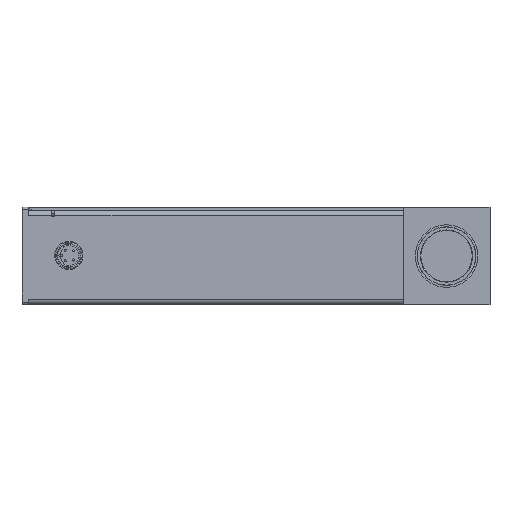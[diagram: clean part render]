
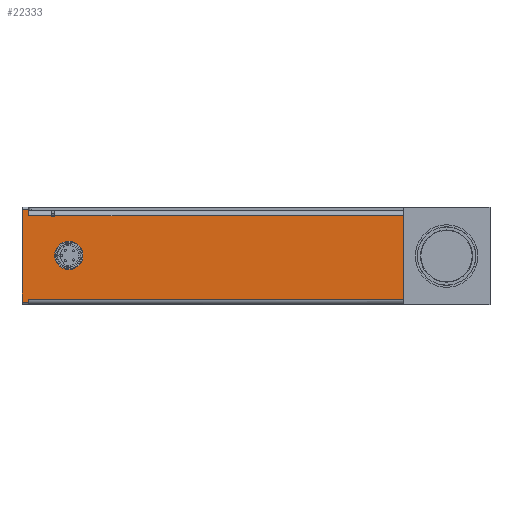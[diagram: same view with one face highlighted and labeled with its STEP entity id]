
A CAD part, left-side view. The second image highlights one B-rep face of the part: STEP entity #22333.
In plain terms, the highlighted planar face has unit normal (-1, 0, 0).
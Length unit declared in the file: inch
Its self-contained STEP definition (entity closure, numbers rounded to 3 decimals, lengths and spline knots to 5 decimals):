
#798 = ORIENTED_EDGE ( 'NONE', *, *, #43595, .T. ) ;
#829 = CARTESIAN_POINT ( 'NONE',  ( 0.495, 5.04, -0.1083 ) ) ;
#834 = VERTEX_POINT ( 'NONE', #45874 ) ;
#1003 = ORIENTED_EDGE ( 'NONE', *, *, #35110, .F. ) ;
#1029 = EDGE_CURVE ( 'NONE', #9107, #4754, #12636, .T. ) ;
#1609 = CARTESIAN_POINT ( 'NONE',  ( 0.495, 5.04, -0.0983 ) ) ;
#1632 = DIRECTION ( 'NONE',  ( 0., 1., 0. ) ) ;
#2098 = DIRECTION ( 'NONE',  ( 0., -1., 0. ) ) ;
#2788 = ORIENTED_EDGE ( 'NONE', *, *, #21341, .T. ) ;
#4010 = CARTESIAN_POINT ( 'NONE',  ( 0.495, 0.99, -1.1183 ) ) ;
#4754 = VERTEX_POINT ( 'NONE', #26842 ) ;
#4782 = DIRECTION ( 'NONE',  ( 0., 0., 1. ) ) ;
#5700 = LINE ( 'NONE', #19993, #35535 ) ;
#5945 = VERTEX_POINT ( 'NONE', #42477 ) ;
#6198 = ORIENTED_EDGE ( 'NONE', *, *, #19689, .T. ) ;
#8252 = LINE ( 'NONE', #8956, #33235 ) ;
#8956 = CARTESIAN_POINT ( 'NONE',  ( 0.495, 5.31, -1.0913 ) ) ;
#9103 = VECTOR ( 'NONE', #2098, 39.37008 ) ;
#9107 = VERTEX_POINT ( 'NONE', #37711 ) ;
#9493 = ORIENTED_EDGE ( 'NONE', *, *, #19516, .T. ) ;
#9584 = AXIS2_PLACEMENT_3D ( 'NONE', #22844, #15346, #15578 ) ;
#9821 = CARTESIAN_POINT ( 'NONE',  ( 0.495, 0.99, -1.0483 ) ) ;
#10040 = CARTESIAN_POINT ( 'NONE',  ( 0.495, 0.94, -1.0483 ) ) ;
#10223 = CARTESIAN_POINT ( 'NONE',  ( 0.495, 0.94, -0.0983 ) ) ;
#10815 = FACE_OUTER_BOUND ( 'NONE', #31527, .T. ) ;
#11081 = DIRECTION ( 'NONE',  ( 0., 0., -1. ) ) ;
#11814 = VERTEX_POINT ( 'NONE', #19952 ) ;
#11955 = CARTESIAN_POINT ( 'NONE',  ( 0.495, 4.845, -0.7178 ) ) ;
#12636 = LINE ( 'NONE', #1609, #13565 ) ;
#13139 = LINE ( 'NONE', #9821, #9103 ) ;
#13565 = VECTOR ( 'NONE', #26951, 39.37008 ) ;
#13901 = ORIENTED_EDGE ( 'NONE', *, *, #25460, .T. ) ;
#14175 = VECTOR ( 'NONE', #44320, 39.37008 ) ;
#14711 = CARTESIAN_POINT ( 'NONE',  ( 0.495, 5.005, -0.0983 ) ) ;
#15346 = DIRECTION ( 'NONE',  ( -1., 0., 0. ) ) ;
#15578 = DIRECTION ( 'NONE',  ( 0., 0., 1. ) ) ;
#16054 = LINE ( 'NONE', #22371, #22151 ) ;
#16147 = LINE ( 'NONE', #33699, #39683 ) ;
#16400 = CARTESIAN_POINT ( 'NONE',  ( 0.495, 5.31, -0.0308 ) ) ;
#17262 = CARTESIAN_POINT ( 'NONE',  ( 0.495, 5.31, -1.0583 ) ) ;
#17463 = ORIENTED_EDGE ( 'NONE', *, *, #1029, .T. ) ;
#17599 = DIRECTION ( 'NONE',  ( 0., 0., -1. ) ) ;
#18067 = FACE_BOUND ( 'NONE', #35321, .T. ) ;
#19516 = EDGE_CURVE ( 'NONE', #19749, #37852, #40669, .T. ) ;
#19689 = EDGE_CURVE ( 'NONE', #32582, #27247, #24753, .T. ) ;
#19749 = VERTEX_POINT ( 'NONE', #17262 ) ;
#19856 = CARTESIAN_POINT ( 'NONE',  ( 0.495, 5.38, -1.0913 ) ) ;
#19884 = CARTESIAN_POINT ( 'NONE',  ( 0.495, 5.31, -1.0913 ) ) ;
#19952 = CARTESIAN_POINT ( 'NONE',  ( 0.495, 5.005, -0.1083 ) ) ;
#19993 = CARTESIAN_POINT ( 'NONE',  ( 0.495, 0.99, -1.0583 ) ) ;
#20052 = CIRCLE ( 'NONE', #9584, 0.1625 ) ;
#20550 = ORIENTED_EDGE ( 'NONE', *, *, #28498, .F. ) ;
#21341 = EDGE_CURVE ( 'NONE', #31765, #44970, #30083, .T. ) ;
#21507 = DIRECTION ( 'NONE',  ( 0., 0., -1. ) ) ;
#22151 = VECTOR ( 'NONE', #4782, 39.37008 ) ;
#22296 = PLANE ( 'NONE',  #24706 ) ;
#22333 = ADVANCED_FACE ( 'NONE', ( #18067, #10815 ), #22296, .T. ) ;
#22371 = CARTESIAN_POINT ( 'NONE',  ( 0.495, 5.31, -0.0983 ) ) ;
#22477 = ORIENTED_EDGE ( 'NONE', *, *, #43245, .F. ) ;
#22844 = CARTESIAN_POINT ( 'NONE',  ( 0.495, 4.845, -0.5553 ) ) ;
#22852 = EDGE_CURVE ( 'NONE', #33232, #31765, #16147, .T. ) ;
#22959 = LINE ( 'NONE', #16400, #26374 ) ;
#23040 = CARTESIAN_POINT ( 'NONE',  ( 0.495, 5.38, -1.0913 ) ) ;
#24689 = AXIS2_PLACEMENT_3D ( 'NONE', #28687, #43130, #11081 ) ;
#24706 = AXIS2_PLACEMENT_3D ( 'NONE', #4010, #39367, #28887 ) ;
#24726 = CARTESIAN_POINT ( 'NONE',  ( 0.495, 5.38, -0.0308 ) ) ;
#24753 = LINE ( 'NONE', #10223, #26886 ) ;
#25460 = EDGE_CURVE ( 'NONE', #37852, #42096, #5700, .T. ) ;
#25499 = LINE ( 'NONE', #35990, #37685 ) ;
#25639 = VECTOR ( 'NONE', #17599, 39.37008 ) ;
#26290 = DIRECTION ( 'NONE',  ( 0., 1., 0. ) ) ;
#26374 = VECTOR ( 'NONE', #1632, 39.37008 ) ;
#26471 = CARTESIAN_POINT ( 'NONE',  ( 0.495, 0.94, -0.0983 ) ) ;
#26760 = VECTOR ( 'NONE', #37851, 39.37008 ) ;
#26842 = CARTESIAN_POINT ( 'NONE',  ( 0.495, 5.31, -0.0983 ) ) ;
#26886 = VECTOR ( 'NONE', #27378, 39.37008 ) ;
#26951 = DIRECTION ( 'NONE',  ( 0., 1., 0. ) ) ;
#27152 = CARTESIAN_POINT ( 'NONE',  ( 0.495, 5.31, -1.0583 ) ) ;
#27173 = VERTEX_POINT ( 'NONE', #11955 ) ;
#27247 = VERTEX_POINT ( 'NONE', #14711 ) ;
#27378 = DIRECTION ( 'NONE',  ( 0., 1., 0. ) ) ;
#28029 = ORIENTED_EDGE ( 'NONE', *, *, #31321, .T. ) ;
#28133 = VERTEX_POINT ( 'NONE', #10040 ) ;
#28498 = EDGE_CURVE ( 'NONE', #27173, #834, #44109, .T. ) ;
#28687 = CARTESIAN_POINT ( 'NONE',  ( 0.495, 4.845, -0.5553 ) ) ;
#28803 = ORIENTED_EDGE ( 'NONE', *, *, #36004, .T. ) ;
#28887 = DIRECTION ( 'NONE',  ( 0., 0., 1. ) ) ;
#30083 = LINE ( 'NONE', #23040, #14175 ) ;
#30644 = VECTOR ( 'NONE', #26290, 39.37008 ) ;
#31195 = CARTESIAN_POINT ( 'NONE',  ( 0.495, 0.99, -1.0583 ) ) ;
#31321 = EDGE_CURVE ( 'NONE', #11814, #38795, #37239, .T. ) ;
#31527 = EDGE_LOOP ( 'NONE', ( #13901, #798, #22477, #6198, #28803, #28029, #1003, #17463, #39133, #37827, #39308, #2788, #34133, #9493 ) ) ;
#31765 = VERTEX_POINT ( 'NONE', #19856 ) ;
#32582 = VERTEX_POINT ( 'NONE', #26471 ) ;
#33063 = CARTESIAN_POINT ( 'NONE',  ( 0.495, 5.005, -0.1083 ) ) ;
#33140 = VECTOR ( 'NONE', #44874, 39.37008 ) ;
#33232 = VERTEX_POINT ( 'NONE', #24726 ) ;
#33235 = VECTOR ( 'NONE', #36564, 39.37008 ) ;
#33466 = DIRECTION ( 'NONE',  ( 0., 0., -1. ) ) ;
#33699 = CARTESIAN_POINT ( 'NONE',  ( 0.495, 5.38, -0.0308 ) ) ;
#34133 = ORIENTED_EDGE ( 'NONE', *, *, #45723, .T. ) ;
#35110 = EDGE_CURVE ( 'NONE', #9107, #38795, #37608, .T. ) ;
#35141 = CARTESIAN_POINT ( 'NONE',  ( 0.495, 0.94, -0.0983 ) ) ;
#35321 = EDGE_LOOP ( 'NONE', ( #20550, #37979 ) ) ;
#35535 = VECTOR ( 'NONE', #45031, 39.37008 ) ;
#35990 = CARTESIAN_POINT ( 'NONE',  ( 0.495, 5.005, -0.0983 ) ) ;
#36004 = EDGE_CURVE ( 'NONE', #27247, #11814, #25499, .T. ) ;
#36564 = DIRECTION ( 'NONE',  ( 0., 0., 1. ) ) ;
#37239 = LINE ( 'NONE', #33063, #30644 ) ;
#37608 = LINE ( 'NONE', #44408, #33140 ) ;
#37685 = VECTOR ( 'NONE', #21507, 39.37008 ) ;
#37711 = CARTESIAN_POINT ( 'NONE',  ( 0.495, 5.04, -0.0983 ) ) ;
#37827 = ORIENTED_EDGE ( 'NONE', *, *, #39671, .T. ) ;
#37851 = DIRECTION ( 'NONE',  ( 0., -1., 0. ) ) ;
#37852 = VERTEX_POINT ( 'NONE', #31195 ) ;
#37954 = CARTESIAN_POINT ( 'NONE',  ( 0.495, 0.99, -1.0483 ) ) ;
#37979 = ORIENTED_EDGE ( 'NONE', *, *, #41638, .F. ) ;
#38795 = VERTEX_POINT ( 'NONE', #829 ) ;
#38800 = EDGE_CURVE ( 'NONE', #4754, #5945, #16054, .T. ) ;
#39133 = ORIENTED_EDGE ( 'NONE', *, *, #38800, .T. ) ;
#39308 = ORIENTED_EDGE ( 'NONE', *, *, #22852, .T. ) ;
#39367 = DIRECTION ( 'NONE',  ( -1., 0., 0. ) ) ;
#39671 = EDGE_CURVE ( 'NONE', #5945, #33232, #22959, .T. ) ;
#39683 = VECTOR ( 'NONE', #33466, 39.37008 ) ;
#40669 = LINE ( 'NONE', #27152, #26760 ) ;
#41638 = EDGE_CURVE ( 'NONE', #834, #27173, #20052, .T. ) ;
#42096 = VERTEX_POINT ( 'NONE', #37954 ) ;
#42477 = CARTESIAN_POINT ( 'NONE',  ( 0.495, 5.31, -0.0308 ) ) ;
#42862 = LINE ( 'NONE', #35141, #25639 ) ;
#43130 = DIRECTION ( 'NONE',  ( -1., 0., 0. ) ) ;
#43245 = EDGE_CURVE ( 'NONE', #32582, #28133, #42862, .T. ) ;
#43595 = EDGE_CURVE ( 'NONE', #42096, #28133, #13139, .T. ) ;
#44109 = CIRCLE ( 'NONE', #24689, 0.1625 ) ;
#44320 = DIRECTION ( 'NONE',  ( 0., -1., 0. ) ) ;
#44408 = CARTESIAN_POINT ( 'NONE',  ( 0.495, 5.04, -0.0983 ) ) ;
#44874 = DIRECTION ( 'NONE',  ( 0., 0., -1. ) ) ;
#44970 = VERTEX_POINT ( 'NONE', #19884 ) ;
#45031 = DIRECTION ( 'NONE',  ( 0., 0., 1. ) ) ;
#45723 = EDGE_CURVE ( 'NONE', #44970, #19749, #8252, .T. ) ;
#45874 = CARTESIAN_POINT ( 'NONE',  ( 0.495, 4.845, -0.3928 ) ) ;
